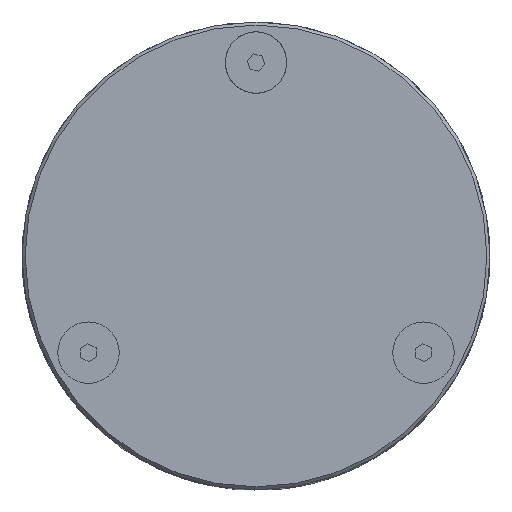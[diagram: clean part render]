
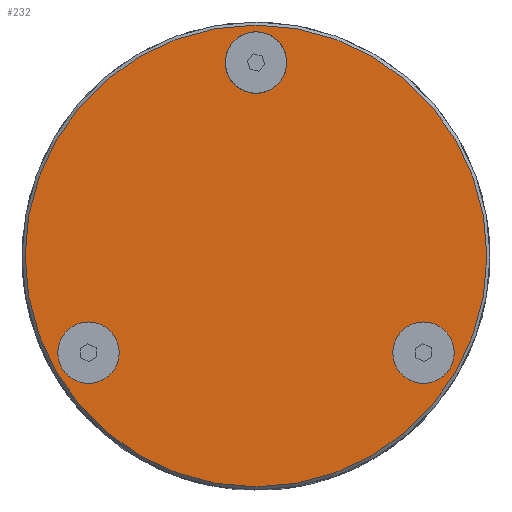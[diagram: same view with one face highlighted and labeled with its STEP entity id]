
A CAD part, top view. The second image highlights one B-rep face of the part: STEP entity #232.
In plain terms, the highlighted planar face has unit normal (0, 0, 1).
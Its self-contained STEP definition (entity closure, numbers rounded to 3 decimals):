
#86 = PLANE ( 'NONE',  #3100 ) ;
#165 = FACE_BOUND ( 'NONE', #2788, .T. ) ;
#232 = ADVANCED_FACE ( 'NONE', ( #1469, #165, #3312, #2237 ), #86, .T. ) ;
#418 = EDGE_CURVE ( 'NONE', #3626, #3626, #2293, .T. ) ;
#646 = VERTEX_POINT ( 'NONE', #4255 ) ;
#769 = DIRECTION ( 'NONE',  ( 1., 0., 0. ) ) ;
#865 = CIRCLE ( 'NONE', #3458, 2.502 ) ;
#988 = CIRCLE ( 'NONE', #2762, 2.502 ) ;
#1052 = ORIENTED_EDGE ( 'NONE', *, *, #3492, .T. ) ;
#1466 = DIRECTION ( 'NONE',  ( 0., 0., 1. ) ) ;
#1469 = FACE_OUTER_BOUND ( 'NONE', #4403, .T. ) ;
#1600 = CARTESIAN_POINT ( 'NONE',  ( 0., 0., 2.032 ) ) ;
#1635 = DIRECTION ( 'NONE',  ( 0., 0., 1. ) ) ;
#1910 = CARTESIAN_POINT ( 'NONE',  ( 13.638, -7.874, 2.032 ) ) ;
#2121 = VERTEX_POINT ( 'NONE', #3934 ) ;
#2154 = ORIENTED_EDGE ( 'NONE', *, *, #2338, .F. ) ;
#2215 = DIRECTION ( 'NONE',  ( 1., 0., 0. ) ) ;
#2237 = FACE_BOUND ( 'NONE', #4510, .T. ) ;
#2293 = CIRCLE ( 'NONE', #3335, 2.502 ) ;
#2338 = EDGE_CURVE ( 'NONE', #2121, #2121, #988, .T. ) ;
#2605 = DIRECTION ( 'NONE',  ( 0., 0., 1. ) ) ;
#2617 = CARTESIAN_POINT ( 'NONE',  ( 0., 15.748, 2.032 ) ) ;
#2679 = VERTEX_POINT ( 'NONE', #2776 ) ;
#2742 = DIRECTION ( 'NONE',  ( 1., 0., 0. ) ) ;
#2762 = AXIS2_PLACEMENT_3D ( 'NONE', #1910, #2605, #4439 ) ;
#2776 = CARTESIAN_POINT ( 'NONE',  ( 18.796, 0., 2.032 ) ) ;
#2788 = EDGE_LOOP ( 'NONE', ( #4603 ) ) ;
#2819 = EDGE_CURVE ( 'NONE', #646, #646, #865, .T. ) ;
#2918 = DIRECTION ( 'NONE',  ( 0., 0., 1. ) ) ;
#3000 = CIRCLE ( 'NONE', #3301, 18.796 ) ;
#3100 = AXIS2_PLACEMENT_3D ( 'NONE', #3690, #1466, #2215 ) ;
#3301 = AXIS2_PLACEMENT_3D ( 'NONE', #1600, #1635, #3394 ) ;
#3312 = FACE_BOUND ( 'NONE', #4206, .T. ) ;
#3335 = AXIS2_PLACEMENT_3D ( 'NONE', #4518, #4152, #2742 ) ;
#3394 = DIRECTION ( 'NONE',  ( 1., 0., 0. ) ) ;
#3458 = AXIS2_PLACEMENT_3D ( 'NONE', #2617, #2918, #769 ) ;
#3492 = EDGE_CURVE ( 'NONE', #2679, #2679, #3000, .T. ) ;
#3626 = VERTEX_POINT ( 'NONE', #4242 ) ;
#3690 = CARTESIAN_POINT ( 'NONE',  ( 0., 0., 2.032 ) ) ;
#3934 = CARTESIAN_POINT ( 'NONE',  ( 16.14, -7.874, 2.032 ) ) ;
#3944 = ORIENTED_EDGE ( 'NONE', *, *, #2819, .F. ) ;
#4152 = DIRECTION ( 'NONE',  ( 0., 0., 1. ) ) ;
#4206 = EDGE_LOOP ( 'NONE', ( #2154 ) ) ;
#4242 = CARTESIAN_POINT ( 'NONE',  ( -11.136, -7.874, 2.032 ) ) ;
#4255 = CARTESIAN_POINT ( 'NONE',  ( 2.502, 15.748, 2.032 ) ) ;
#4403 = EDGE_LOOP ( 'NONE', ( #1052 ) ) ;
#4439 = DIRECTION ( 'NONE',  ( 1., 0., 0. ) ) ;
#4510 = EDGE_LOOP ( 'NONE', ( #3944 ) ) ;
#4518 = CARTESIAN_POINT ( 'NONE',  ( -13.638, -7.874, 2.032 ) ) ;
#4603 = ORIENTED_EDGE ( 'NONE', *, *, #418, .F. ) ;
